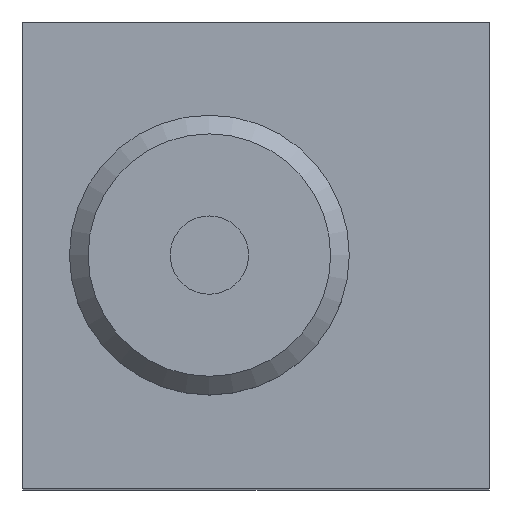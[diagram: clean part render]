
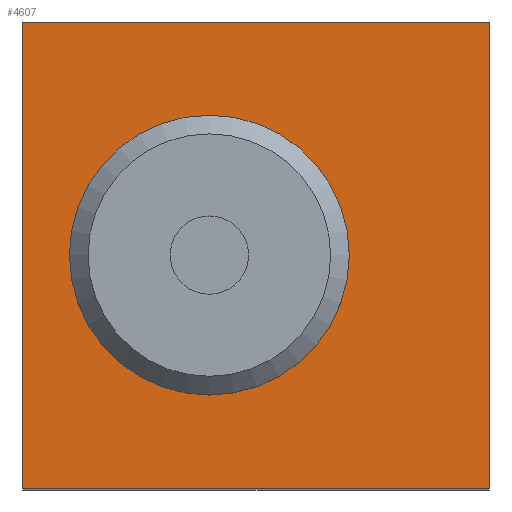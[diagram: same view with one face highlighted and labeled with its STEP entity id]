
A CAD part, top view. The second image highlights one B-rep face of the part: STEP entity #4607.
In plain terms, the highlighted planar face has unit normal (0, 0, 1).
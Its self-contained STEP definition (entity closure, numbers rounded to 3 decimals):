
#109 = VERTEX_POINT ( 'NONE', #1375 ) ;
#111 = VERTEX_POINT ( 'NONE', #1377 ) ;
#135 = VERTEX_POINT ( 'NONE', #1401 ) ;
#136 = VERTEX_POINT ( 'NONE', #1402 ) ;
#168 = EDGE_LOOP ( 'NONE', ( #536, #537, #538, #539 ) ) ;
#248 = EDGE_LOOP ( 'NONE', ( #540 ) ) ;
#536 = ORIENTED_EDGE ( 'NONE', *, *, #752, .F. ) ;
#537 = ORIENTED_EDGE ( 'NONE', *, *, #751, .F. ) ;
#538 = ORIENTED_EDGE ( 'NONE', *, *, #621, .T. ) ;
#539 = ORIENTED_EDGE ( 'NONE', *, *, #753, .F. ) ;
#540 = ORIENTED_EDGE ( 'NONE', *, *, #623, .T. ) ;
#621 = EDGE_CURVE ( 'NONE', #111, #109, #2549, .T. ) ;
#623 = EDGE_CURVE ( 'NONE', #4291, #4291, #2555, .T. ) ;
#751 = EDGE_CURVE ( 'NONE', #111, #136, #2726, .T. ) ;
#752 = EDGE_CURVE ( 'NONE', #136, #135, #2797, .T. ) ;
#753 = EDGE_CURVE ( 'NONE', #135, #109, #2795, .T. ) ;
#989 = AXIS2_PLACEMENT_3D ( 'NONE', #1493, #1496, #1497 ) ;
#1041 = AXIS2_PLACEMENT_3D ( 'NONE', #3765, #3774, #3775 ) ;
#1375 = CARTESIAN_POINT ( 'NONE',  ( -10., -12.5, 50. ) ) ;
#1377 = CARTESIAN_POINT ( 'NONE',  ( -10., 12.5, 50. ) ) ;
#1401 = CARTESIAN_POINT ( 'NONE',  ( 15., -12.5, 50. ) ) ;
#1402 = CARTESIAN_POINT ( 'NONE',  ( 15., 12.5, 50. ) ) ;
#1491 = CARTESIAN_POINT ( 'NONE',  ( -10., 0., 50. ) ) ;
#1492 = DIRECTION ( 'NONE',  ( 0., -1., 0. ) ) ;
#1493 = CARTESIAN_POINT ( 'NONE',  ( 0., 0., 50. ) ) ;
#1496 = DIRECTION ( 'NONE',  ( 0., 0., -1. ) ) ;
#1497 = DIRECTION ( 'NONE',  ( 1., 0., 0. ) ) ;
#1763 = CARTESIAN_POINT ( 'NONE',  ( 15., -12.5, 50. ) ) ;
#1764 = CARTESIAN_POINT ( 'NONE',  ( -10., 12.5, 50. ) ) ;
#1765 = DIRECTION ( 'NONE',  ( 1., 0., 0. ) ) ;
#1767 = CARTESIAN_POINT ( 'NONE',  ( 15., 12.5, 50. ) ) ;
#1768 = DIRECTION ( 'NONE',  ( 0., -1., 0. ) ) ;
#1770 = DIRECTION ( 'NONE',  ( -1., 0., 0. ) ) ;
#2549 = LINE ( 'NONE', #1491, #2550 ) ;
#2550 = VECTOR ( 'NONE', #1492, 1000. ) ;
#2555 = CIRCLE ( 'NONE', #989, 7.5 ) ;
#2726 = LINE ( 'NONE', #1764, #2796 ) ;
#2795 = LINE ( 'NONE', #1763, #2799 ) ;
#2796 = VECTOR ( 'NONE', #1765, 1000. ) ;
#2797 = LINE ( 'NONE', #1767, #2798 ) ;
#2798 = VECTOR ( 'NONE', #1768, 1000. ) ;
#2799 = VECTOR ( 'NONE', #1770, 1000. ) ;
#3765 = CARTESIAN_POINT ( 'NONE',  ( 2.5, 0., 50. ) ) ;
#3773 = PLANE ( 'NONE',  #1041 ) ;
#3774 = DIRECTION ( 'NONE',  ( 0., 0., 1. ) ) ;
#3775 = DIRECTION ( 'NONE',  ( 1., 0., 0. ) ) ;
#4291 = VERTEX_POINT ( 'NONE', #4292 ) ;
#4292 = CARTESIAN_POINT ( 'NONE',  ( 7.5, 0., 50. ) ) ;
#4394 = FACE_BOUND ( 'NONE', #248, .T. ) ;
#4400 = FACE_OUTER_BOUND ( 'NONE', #168, .T. ) ;
#4607 = ADVANCED_FACE ( 'NONE', ( #4400, #4394 ), #3773, .T. ) ;
